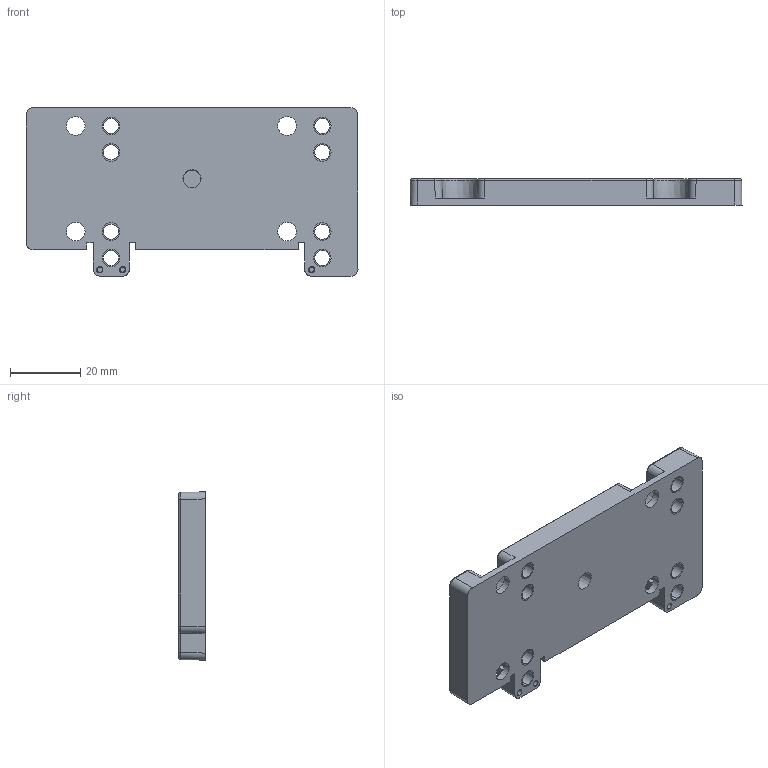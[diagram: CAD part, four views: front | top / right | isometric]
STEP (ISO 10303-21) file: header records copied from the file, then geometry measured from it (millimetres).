
FILE_DESCRIPTION((''),'2;1');
FILE_NAME('CAD-8611','2023-03-06T08:20:40',('creinig-se'),(''),'CREO PARAMETRIC BY PTC INC, 2019292','CREO PARAMETRIC BY PTC INC, 2019292','');
FILE_SCHEMA(('CONFIG_CONTROL_DESIGN','SHAPE_APPEARANCE_LAYERS_GROUPS'));
Length unit declared in the file: millimetre
Products named in the file (1): CAD-8611
Bounding box: 94.26 x 7.5 x 47.76 mm (x, y, z)
Volume: 26234.4 mm3; surface area: 12226.8 mm2
Topology: 1 solids, 9 shells, 162 faces, 444 edges, 288 vertices
Faces by surface type: cylinder 74, plane 43, cone 28, torus 17
Entity records: 6823 total; most frequent: CARTESIAN_POINT 1085, DIRECTION 939, ORIENTED_EDGE 856, PRESENTATION_STYLE_ASSIGNMENT 453, STYLED_ITEM 453, CURVE_STYLE 444, EDGE_CURVE 444, AXIS2_PLACEMENT_3D 366
